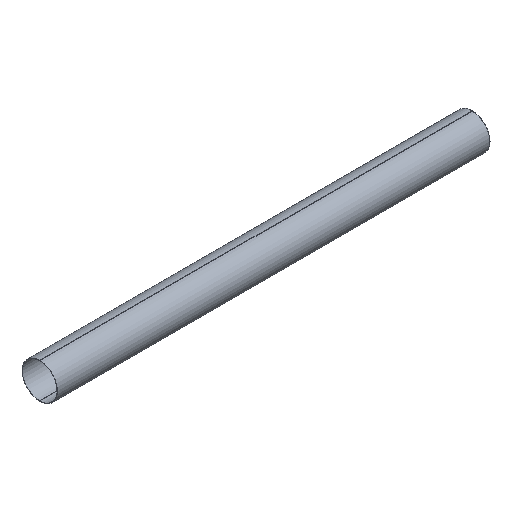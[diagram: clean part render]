
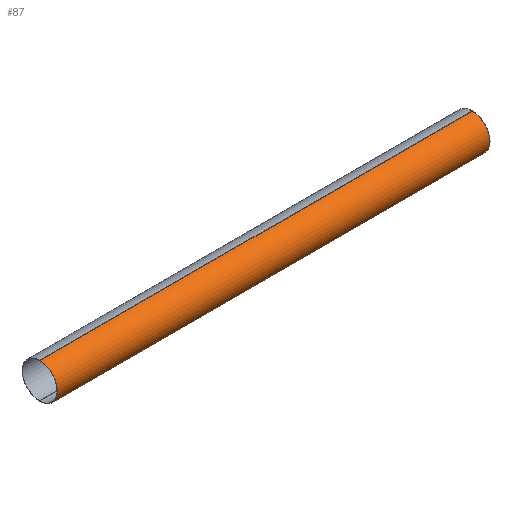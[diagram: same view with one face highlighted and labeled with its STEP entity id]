
A CAD part, isometric view. The second image highlights one B-rep face of the part: STEP entity #87.
In plain terms, the highlighted cylindrical face has radius 37.516 mm (diameter 75.032 mm), a partial arc.
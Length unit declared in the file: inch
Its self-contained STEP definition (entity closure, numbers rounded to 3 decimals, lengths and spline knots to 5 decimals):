
#4 = VERTEX_POINT ( 'NONE', #78 ) ;
#9 = VERTEX_POINT ( 'NONE', #199 ) ;
#25 = VERTEX_POINT ( 'NONE', #93 ) ;
#30 = ORIENTED_EDGE ( 'NONE', *, *, #148, .T. ) ;
#46 = DIRECTION ( 'NONE',  ( 0., 0., 1. ) ) ;
#52 = CIRCLE ( 'NONE', #140, 1.477 ) ;
#58 = DIRECTION ( 'NONE',  ( -1., 0., 0. ) ) ;
#59 = AXIS2_PLACEMENT_3D ( 'NONE', #82, #66, #46 ) ;
#60 = ORIENTED_EDGE ( 'NONE', *, *, #96, .F. ) ;
#61 = ORIENTED_EDGE ( 'NONE', *, *, #100, .F. ) ;
#64 = VECTOR ( 'NONE', #70, 39.37008 ) ;
#66 = DIRECTION ( 'NONE',  ( -1., 0., 0. ) ) ;
#70 = DIRECTION ( 'NONE',  ( -1., 0., 0. ) ) ;
#77 = ORIENTED_EDGE ( 'NONE', *, *, #91, .T. ) ;
#78 = CARTESIAN_POINT ( 'NONE',  ( 18., 0., -1.477 ) ) ;
#82 = CARTESIAN_POINT ( 'NONE',  ( 18., 0., 0. ) ) ;
#87 = ADVANCED_FACE ( 'NONE', ( #181 ), #153, .T. ) ;
#91 = EDGE_CURVE ( 'NONE', #133, #9, #52, .T. ) ;
#93 = CARTESIAN_POINT ( 'NONE',  ( 18., 0., 1.477 ) ) ;
#96 = EDGE_CURVE ( 'NONE', #25, #4, #152, .T. ) ;
#99 = CARTESIAN_POINT ( 'NONE',  ( -18., 0., 0. ) ) ;
#100 = EDGE_CURVE ( 'NONE', #4, #9, #201, .T. ) ;
#104 = AXIS2_PLACEMENT_3D ( 'NONE', #182, #134, #187 ) ;
#112 = DIRECTION ( 'NONE',  ( 0., 0., -1. ) ) ;
#116 = CARTESIAN_POINT ( 'NONE',  ( 18., 0., 1.477 ) ) ;
#129 = DIRECTION ( 'NONE',  ( 1., 0., 0. ) ) ;
#133 = VERTEX_POINT ( 'NONE', #188 ) ;
#134 = DIRECTION ( 'NONE',  ( 1., 0., 0. ) ) ;
#136 = LINE ( 'NONE', #116, #164 ) ;
#140 = AXIS2_PLACEMENT_3D ( 'NONE', #99, #129, #112 ) ;
#147 = EDGE_LOOP ( 'NONE', ( #61, #60, #30, #77 ) ) ;
#148 = EDGE_CURVE ( 'NONE', #25, #133, #136, .T. ) ;
#152 = CIRCLE ( 'NONE', #104, 1.477 ) ;
#153 = CYLINDRICAL_SURFACE ( 'NONE', #59, 1.477 ) ;
#155 = CARTESIAN_POINT ( 'NONE',  ( 18., 0., -1.477 ) ) ;
#164 = VECTOR ( 'NONE', #58, 39.37008 ) ;
#181 = FACE_OUTER_BOUND ( 'NONE', #147, .T. ) ;
#182 = CARTESIAN_POINT ( 'NONE',  ( 18., 0., 0. ) ) ;
#187 = DIRECTION ( 'NONE',  ( 0., 0., -1. ) ) ;
#188 = CARTESIAN_POINT ( 'NONE',  ( -18., 0., 1.477 ) ) ;
#199 = CARTESIAN_POINT ( 'NONE',  ( -18., 0., -1.477 ) ) ;
#201 = LINE ( 'NONE', #155, #64 ) ;
